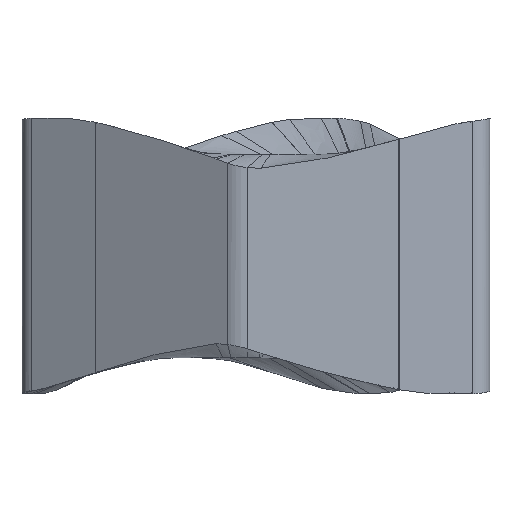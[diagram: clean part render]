
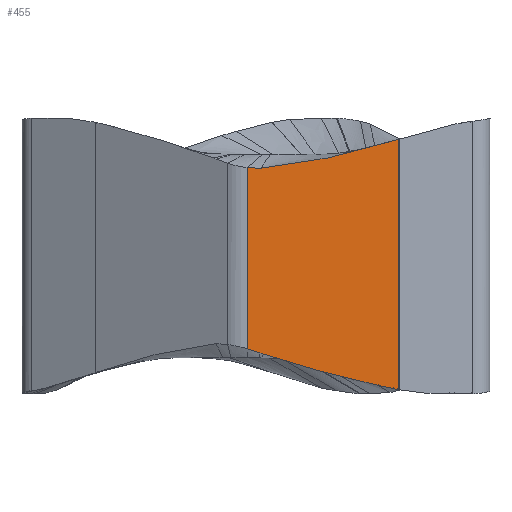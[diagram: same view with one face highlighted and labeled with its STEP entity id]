
A CAD part, left-side view. The second image highlights one B-rep face of the part: STEP entity #455.
In plain terms, the highlighted planar face has unit normal (-0.999, -0.046, 0).
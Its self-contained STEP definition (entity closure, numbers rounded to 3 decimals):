
#298=FACE_OUTER_BOUND('',#680,.T.);
#455=ADVANCED_FACE('',(#298),#498,.T.);
#498=PLANE('',#3072);
#680=EDGE_LOOP('',(#1363,#1364,#1365,#1366,#1367,#1368,#1369,#1370,#1371));
#1363=ORIENTED_EDGE('',*,*,#1995,.T.);
#1364=ORIENTED_EDGE('',*,*,#2122,.T.);
#1365=ORIENTED_EDGE('',*,*,#2123,.F.);
#1366=ORIENTED_EDGE('',*,*,#2124,.F.);
#1367=ORIENTED_EDGE('',*,*,#2125,.F.);
#1368=ORIENTED_EDGE('',*,*,#2126,.F.);
#1369=ORIENTED_EDGE('',*,*,#2127,.F.);
#1370=ORIENTED_EDGE('',*,*,#2121,.F.);
#1371=ORIENTED_EDGE('',*,*,#1997,.T.);
#1695=VERTEX_POINT('',#5958);
#1696=VERTEX_POINT('',#6027);
#1697=VERTEX_POINT('',#6083);
#1749=VERTEX_POINT('',#9513);
#1750=VERTEX_POINT('',#9555);
#1751=VERTEX_POINT('',#9564);
#1752=VERTEX_POINT('',#9569);
#1753=VERTEX_POINT('',#9583);
#1754=VERTEX_POINT('',#9591);
#1995=EDGE_CURVE('',#1696,#1695,#2354,.T.);
#1997=EDGE_CURVE('',#1697,#1696,#2355,.T.);
#2121=EDGE_CURVE('',#1697,#1749,#2669,.T.);
#2122=EDGE_CURVE('',#1695,#1750,#2670,.T.);
#2123=EDGE_CURVE('',#1751,#1750,#2408,.T.);
#2124=EDGE_CURVE('',#1752,#1751,#2409,.T.);
#2125=EDGE_CURVE('',#1753,#1752,#2410,.T.);
#2126=EDGE_CURVE('',#1754,#1753,#2411,.T.);
#2127=EDGE_CURVE('',#1749,#1754,#2412,.T.);
#2354=B_SPLINE_CURVE_WITH_KNOTS('',3,(#6020,#6021,#6022,#6023,#6024,#6025,
#6026),.UNSPECIFIED.,.F.,.F.,(4,1,1,1,4),(0.,0.218,0.456,
0.716,1.),.UNSPECIFIED.);
#2355=B_SPLINE_CURVE_WITH_KNOTS('',3,(#6065,#6066,#6067,#6068,#6069,#6070,
#6071,#6072,#6073,#6074,#6075,#6076,#6077,#6078,#6079,#6080,#6081,#6082),
 .UNSPECIFIED.,.F.,.F.,(4,1,1,1,1,1,1,1,1,1,1,1,1,1,1,4),(0.,0.15,
0.284,0.406,0.516,0.616,0.707,
0.79,0.829,0.866,0.884,0.902,
0.919,0.936,0.969,1.),.UNSPECIFIED.);
#2408=B_SPLINE_CURVE_WITH_KNOTS('',3,(#9556,#9557,#9558,#9559,#9560,#9561,
#9562,#9563),.UNSPECIFIED.,.F.,.F.,(4,1,1,1,1,4),(0.,0.35,0.52,
0.685,0.845,1.),.UNSPECIFIED.);
#2409=B_SPLINE_CURVE_WITH_KNOTS('',3,(#9565,#9566,#9567,#9568),
 .UNSPECIFIED.,.F.,.F.,(4,4),(0.,1.),.UNSPECIFIED.);
#2410=B_SPLINE_CURVE_WITH_KNOTS('',3,(#9570,#9571,#9572,#9573,#9574,#9575,
#9576,#9577,#9578,#9579,#9580,#9581,#9582),.UNSPECIFIED.,.F.,.F.,(4,1,1,
1,1,1,1,1,1,1,4),(0.,0.028,0.104,0.187,0.277,
0.376,0.483,0.601,0.731,0.873,
1.),.UNSPECIFIED.);
#2411=B_SPLINE_CURVE_WITH_KNOTS('',3,(#9584,#9585,#9586,#9587,#9588,#9589,
#9590),.UNSPECIFIED.,.F.,.F.,(4,1,1,1,4),(0.,0.178,0.421,
0.674,1.),.UNSPECIFIED.);
#2412=B_SPLINE_CURVE_WITH_KNOTS('',3,(#9592,#9593,#9594,#9595,#9596),
 .UNSPECIFIED.,.F.,.F.,(4,1,4),(0.,0.802,1.),.UNSPECIFIED.);
#2669=LINE('',#9552,#2826);
#2670=LINE('',#9554,#2827);
#2826=VECTOR('',#3387,1.);
#2827=VECTOR('',#3390,1.);
#3072=AXIS2_PLACEMENT_3D('',#9597,#3391,#3392);
#3387=DIRECTION('',(0.,0.,-1.));
#3390=DIRECTION('',(0.,0.,-1.));
#3391=DIRECTION('',(-0.999,-0.046,0.));
#3392=DIRECTION('',(-0.046,0.999,0.));
#5958=CARTESIAN_POINT('',(-4.544,0.858,4.207));
#6020=CARTESIAN_POINT('',(-4.53,0.559,4.191));
#6021=CARTESIAN_POINT('',(-4.531,0.581,4.191));
#6022=CARTESIAN_POINT('',(-4.534,0.626,4.191));
#6023=CARTESIAN_POINT('',(-4.537,0.698,4.193));
#6024=CARTESIAN_POINT('',(-4.54,0.776,4.198));
#6025=CARTESIAN_POINT('',(-4.543,0.83,4.204));
#6026=CARTESIAN_POINT('',(-4.544,0.858,4.207));
#6027=CARTESIAN_POINT('',(-4.53,0.559,4.191));
#6065=CARTESIAN_POINT('',(-4.39,-2.497,4.83));
#6066=CARTESIAN_POINT('',(-4.397,-2.348,4.784));
#6067=CARTESIAN_POINT('',(-4.41,-2.064,4.699));
#6068=CARTESIAN_POINT('',(-4.429,-1.656,4.589));
#6069=CARTESIAN_POINT('',(-4.446,-1.285,4.499));
#6070=CARTESIAN_POINT('',(-4.461,-0.947,4.424));
#6071=CARTESIAN_POINT('',(-4.475,-0.639,4.362));
#6072=CARTESIAN_POINT('',(-4.488,-0.357,4.31));
#6073=CARTESIAN_POINT('',(-4.498,-0.138,4.274));
#6074=CARTESIAN_POINT('',(-4.506,0.026,4.249));
#6075=CARTESIAN_POINT('',(-4.51,0.123,4.234));
#6076=CARTESIAN_POINT('',(-4.514,0.198,4.224));
#6077=CARTESIAN_POINT('',(-4.516,0.253,4.216));
#6078=CARTESIAN_POINT('',(-4.519,0.306,4.209));
#6079=CARTESIAN_POINT('',(-4.522,0.375,4.201));
#6080=CARTESIAN_POINT('',(-4.526,0.459,4.194));
#6081=CARTESIAN_POINT('',(-4.529,0.526,4.191));
#6082=CARTESIAN_POINT('',(-4.53,0.559,4.191));
#6083=CARTESIAN_POINT('',(-4.39,-2.497,4.83));
#9513=CARTESIAN_POINT('',(-4.39,-2.497,-0.708));
#9552=CARTESIAN_POINT('',(-4.39,-2.497,4.83));
#9554=CARTESIAN_POINT('',(-4.544,0.858,4.207));
#9555=CARTESIAN_POINT('',(-4.544,0.858,0.197));
#9556=CARTESIAN_POINT('',(-4.531,0.573,0.105));
#9557=CARTESIAN_POINT('',(-4.533,0.606,0.116));
#9558=CARTESIAN_POINT('',(-4.535,0.655,0.133));
#9559=CARTESIAN_POINT('',(-4.538,0.72,0.155));
#9560=CARTESIAN_POINT('',(-4.54,0.767,0.17));
#9561=CARTESIAN_POINT('',(-4.542,0.813,0.184));
#9562=CARTESIAN_POINT('',(-4.543,0.843,0.193));
#9563=CARTESIAN_POINT('',(-4.544,0.858,0.197));
#9564=CARTESIAN_POINT('',(-4.531,0.573,0.105));
#9565=CARTESIAN_POINT('',(-4.528,0.497,0.08));
#9566=CARTESIAN_POINT('',(-4.529,0.522,0.088));
#9567=CARTESIAN_POINT('',(-4.53,0.547,0.097));
#9568=CARTESIAN_POINT('',(-4.531,0.573,0.105));
#9569=CARTESIAN_POINT('',(-4.528,0.497,0.08));
#9570=CARTESIAN_POINT('',(-4.41,-2.066,-0.618));
#9571=CARTESIAN_POINT('',(-4.411,-2.042,-0.612));
#9572=CARTESIAN_POINT('',(-4.415,-1.952,-0.593));
#9573=CARTESIAN_POINT('',(-4.422,-1.791,-0.556));
#9574=CARTESIAN_POINT('',(-4.432,-1.576,-0.506));
#9575=CARTESIAN_POINT('',(-4.443,-1.342,-0.449));
#9576=CARTESIAN_POINT('',(-4.455,-1.088,-0.384));
#9577=CARTESIAN_POINT('',(-4.468,-0.81,-0.311));
#9578=CARTESIAN_POINT('',(-4.481,-0.507,-0.228));
#9579=CARTESIAN_POINT('',(-4.497,-0.175,-0.132));
#9580=CARTESIAN_POINT('',(-4.512,0.163,-0.029));
#9581=CARTESIAN_POINT('',(-4.523,0.39,0.045));
#9582=CARTESIAN_POINT('',(-4.528,0.497,0.08));
#9583=CARTESIAN_POINT('',(-4.41,-2.066,-0.618));
#9584=CARTESIAN_POINT('',(-4.394,-2.403,-0.69));
#9585=CARTESIAN_POINT('',(-4.395,-2.383,-0.686));
#9586=CARTESIAN_POINT('',(-4.397,-2.336,-0.676));
#9587=CARTESIAN_POINT('',(-4.401,-2.26,-0.66));
#9588=CARTESIAN_POINT('',(-4.405,-2.168,-0.64));
#9589=CARTESIAN_POINT('',(-4.408,-2.103,-0.626));
#9590=CARTESIAN_POINT('',(-4.41,-2.066,-0.618));
#9591=CARTESIAN_POINT('',(-4.394,-2.403,-0.69));
#9592=CARTESIAN_POINT('',(-4.39,-2.497,-0.708));
#9593=CARTESIAN_POINT('',(-4.391,-2.472,-0.703));
#9594=CARTESIAN_POINT('',(-4.393,-2.441,-0.697));
#9595=CARTESIAN_POINT('',(-4.394,-2.41,-0.691));
#9596=CARTESIAN_POINT('',(-4.394,-2.403,-0.69));
#9597=CARTESIAN_POINT('',(-4.555,1.088,-2.259));
